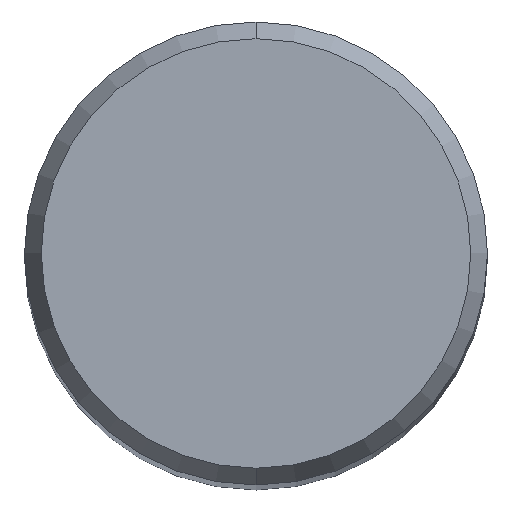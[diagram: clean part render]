
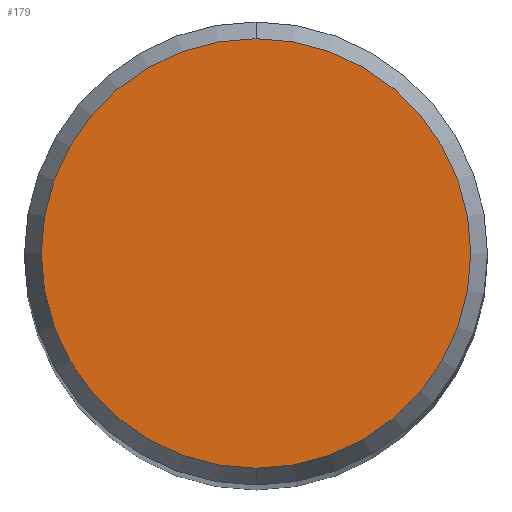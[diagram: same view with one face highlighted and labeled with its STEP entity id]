
A CAD part, top view. The second image highlights one B-rep face of the part: STEP entity #179.
In plain terms, the highlighted planar face has unit normal (0, 0, 1).
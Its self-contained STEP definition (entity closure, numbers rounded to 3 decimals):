
#103=VERTEX_POINT('',#255);
#131=EDGE_CURVE('',#103,#197,#285,.T.);
#143=EDGE_CURVE('',#197,#103,#297,.T.);
#179=ADVANCED_FACE('',(#336),#337,.T.);
#197=VERTEX_POINT('',#357);
#255=CARTESIAN_POINT('',(0.0,2.946,0.0));
#285=CIRCLE('',#462,2.946);
#297=CIRCLE('',#478,2.946);
#336=FACE_OUTER_BOUND('',#526,.T.);
#337=PLANE('',#527);
#357=CARTESIAN_POINT('',(0.,-2.946,0.0));
#462=AXIS2_PLACEMENT_3D('',#643,#644,#645);
#478=AXIS2_PLACEMENT_3D('',#650,#651,#652);
#526=EDGE_LOOP('',(#691,#692));
#527=AXIS2_PLACEMENT_3D('',#693,#694,#695);
#643=CARTESIAN_POINT('',(0.0,0.0,0.0));
#644=DIRECTION('',(0.0,0.0,-1.0));
#645=DIRECTION('',(0.0,1.0,0.0));
#650=CARTESIAN_POINT('',(0.0,0.0,0.0));
#651=DIRECTION('',(0.0,0.0,-1.0));
#652=DIRECTION('',(0.0,1.0,0.0));
#691=ORIENTED_EDGE('',*,*,#131,.F.);
#692=ORIENTED_EDGE('',*,*,#143,.F.);
#693=CARTESIAN_POINT('',(0.0,1.473,0.0));
#694=DIRECTION('',(-0.0,0.0,1.0));
#695=DIRECTION('',(0.0,-1.0,0.0));
